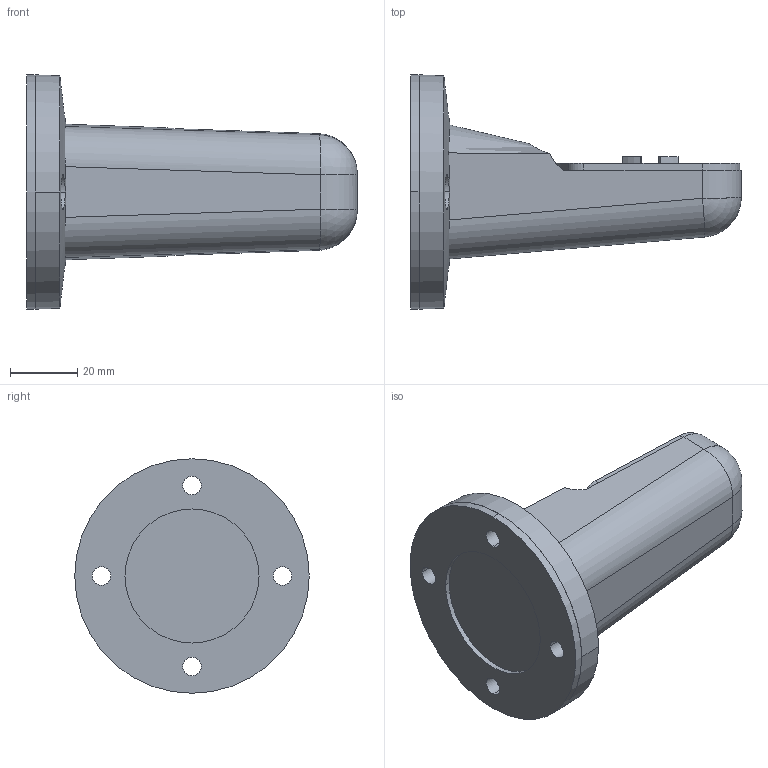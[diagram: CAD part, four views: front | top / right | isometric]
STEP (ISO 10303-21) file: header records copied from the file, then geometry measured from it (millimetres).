
FILE_DESCRIPTION(('SolidDesigner STEP Export'),'2;1');
FILE_NAME('2700160_PSD_S_ME_BR_SM_1S-select.stp','2015-02-24T13:56:47',(''),(''),'Creo Elements/Direct Modeling STEP processor for AP214 (Solid Model)','Creo Elements/Direct Modeling 18.1B 29-Sep-2012 (C) Parametric Technology GmbH','');
FILE_SCHEMA(('AUTOMOTIVE_DESIGN { 1 0 10303 214 1 1 1 1 }'));
Length unit declared in the file: millimetre
Products named in the file (1): 2700160_PSD_S_ME_BR_SM_1S-select
Bounding box: 98.7 x 70 x 70 mm (x, y, z)
Volume: 115247.6 mm3; surface area: 20581.2 mm2
Topology: 1 solids, 1 shells, 85 faces, 203 edges, 129 vertices
Faces by surface type: cylinder 44, plane 31, cone 4, sphere 3, bspline 2, torus 1
Entity records: 5709 total; most frequent: CARTESIAN_POINT 3080, ORIENTED_EDGE 400, DIRECTION 381, EDGE_CURVE 200, AXIS2_PLACEMENT_3D 146, VERTEX_POINT 129, EDGE_LOOP 105, VECTOR 89
